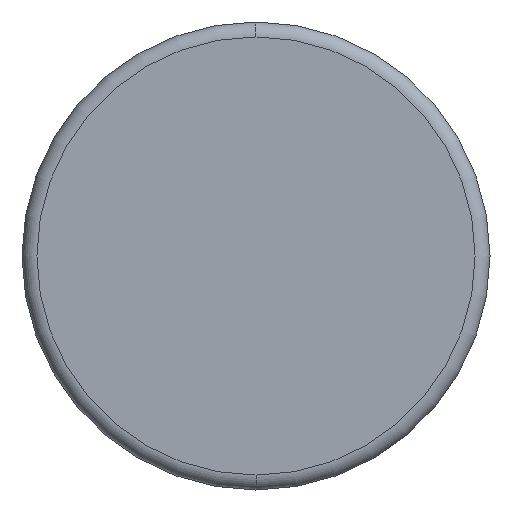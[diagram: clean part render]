
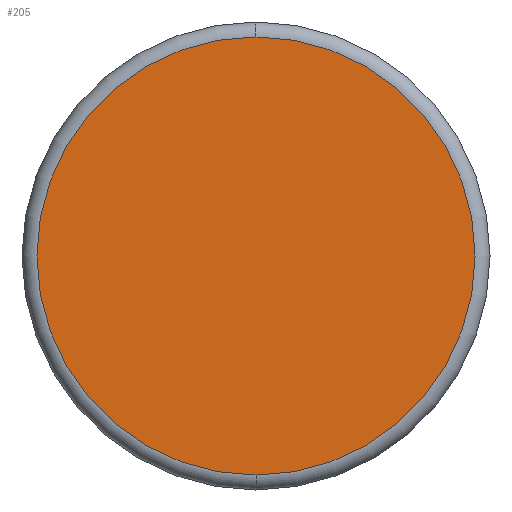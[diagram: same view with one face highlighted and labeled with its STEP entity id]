
A CAD part, left-side view. The second image highlights one B-rep face of the part: STEP entity #205.
In plain terms, the highlighted planar face has unit normal (-1, 0, 0).
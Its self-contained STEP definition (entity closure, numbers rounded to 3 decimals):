
#8 = FACE_OUTER_BOUND ( 'NONE', #160, .T. ) ;
#13 = ORIENTED_EDGE ( 'NONE', *, *, #356, .T. ) ;
#21 = AXIS2_PLACEMENT_3D ( 'NONE', #337, #204, #291 ) ;
#24 = EDGE_CURVE ( 'NONE', #107, #255, #26, .T. ) ;
#26 = CIRCLE ( 'NONE', #57, 44. ) ;
#30 = DIRECTION ( 'NONE',  ( 0., 0., -1. ) ) ;
#57 = AXIS2_PLACEMENT_3D ( 'NONE', #60, #193, #359 ) ;
#60 = CARTESIAN_POINT ( 'NONE',  ( -660., 0., 0. ) ) ;
#107 = VERTEX_POINT ( 'NONE', #171 ) ;
#119 = PLANE ( 'NONE',  #228 ) ;
#148 = DIRECTION ( 'NONE',  ( 1., 0., 0. ) ) ;
#160 = EDGE_LOOP ( 'NONE', ( #13, #296 ) ) ;
#171 = CARTESIAN_POINT ( 'NONE',  ( -660., 0., 44. ) ) ;
#177 = CARTESIAN_POINT ( 'NONE',  ( -660., 0., -44. ) ) ;
#193 = DIRECTION ( 'NONE',  ( -1., 0., 0. ) ) ;
#204 = DIRECTION ( 'NONE',  ( -1., 0., 0. ) ) ;
#205 = ADVANCED_FACE ( 'NONE', ( #8 ), #119, .F. ) ;
#228 = AXIS2_PLACEMENT_3D ( 'NONE', #230, #148, #30 ) ;
#230 = CARTESIAN_POINT ( 'NONE',  ( -660., 47., 0. ) ) ;
#239 = CIRCLE ( 'NONE', #21, 44. ) ;
#255 = VERTEX_POINT ( 'NONE', #177 ) ;
#291 = DIRECTION ( 'NONE',  ( 0., 0., -1. ) ) ;
#296 = ORIENTED_EDGE ( 'NONE', *, *, #24, .T. ) ;
#337 = CARTESIAN_POINT ( 'NONE',  ( -660., 0., 0. ) ) ;
#356 = EDGE_CURVE ( 'NONE', #255, #107, #239, .T. ) ;
#359 = DIRECTION ( 'NONE',  ( 0., 0., -1. ) ) ;
